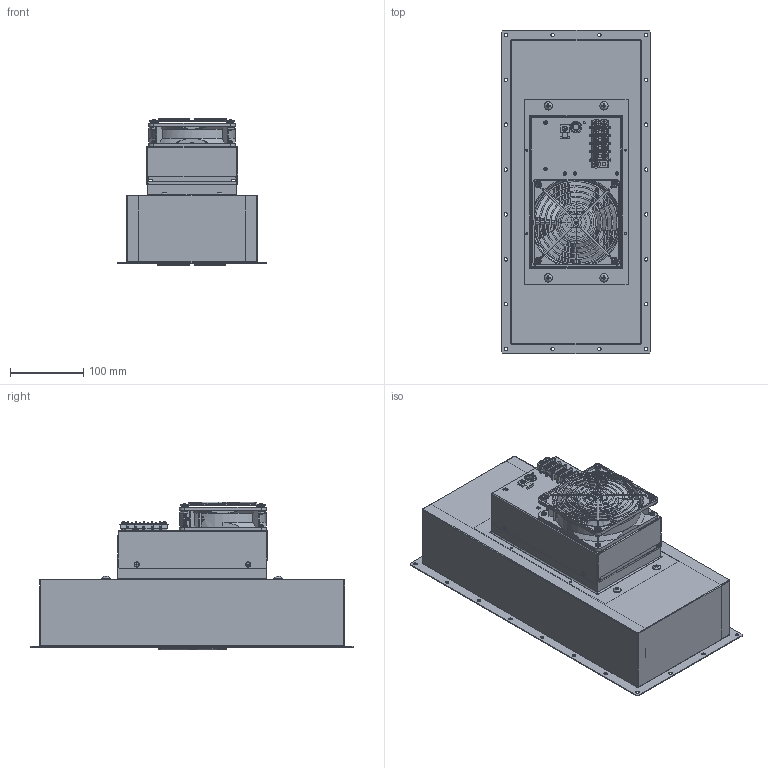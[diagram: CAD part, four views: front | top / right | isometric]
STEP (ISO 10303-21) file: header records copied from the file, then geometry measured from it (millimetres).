
FILE_DESCRIPTION (( 'STEP AP203' ), '1' );
FILE_NAME ('IHP-400-500 style B.STEP', '2016-05-11T13:39:22', ( '' ), ( '' ), 'SwSTEP 2.0', 'SolidWorks 2016', '' );
FILE_SCHEMA (( 'CONFIG_CONTROL_DESIGN' ));
Products named in the file (1): IHP-400-500 style B
Bounding box: 204.72 x 442.31 x 201.58 mm (x, y, z)
Surface area: 1491951.6 mm2 (no closed solid volume)
Topology: 0 solids, 239 shells, 1890 faces, 7307 edges, 5368 vertices
Faces by surface type: plane 897, cylinder 549, torus 175, cone 154, bspline 91, sphere 24
Entity records: 95939 total; most frequent: CARTESIAN_POINT 38029, DIRECTION 11270, ORIENTED_EDGE 10830, EDGE_CURVE 7306, VERTEX_POINT 5368, AXIS2_PLACEMENT_3D 3822, VECTOR 3626, LINE 3626
